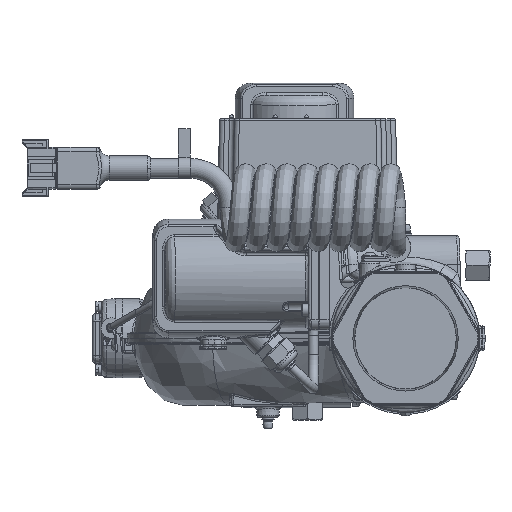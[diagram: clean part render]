
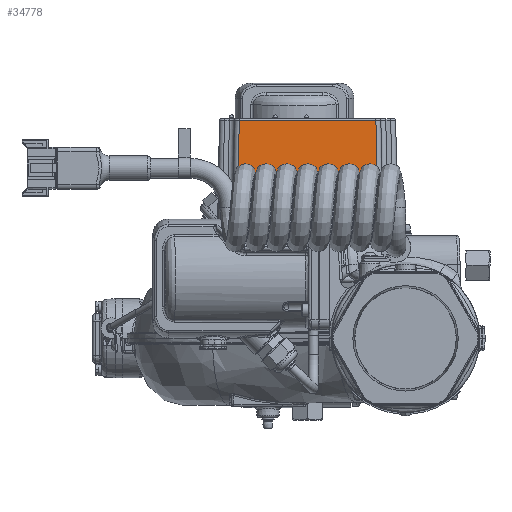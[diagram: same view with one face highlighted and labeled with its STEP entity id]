
A CAD part, front view. The second image highlights one B-rep face of the part: STEP entity #34778.
In plain terms, the highlighted planar face has unit normal (0, -1, 0.018).
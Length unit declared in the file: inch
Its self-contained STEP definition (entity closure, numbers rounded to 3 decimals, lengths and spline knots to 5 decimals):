
#876 = CARTESIAN_POINT ( 'NONE',  ( -4.34706, -0.27817, 3.62654 ) ) ;
#1951 = AXIS2_PLACEMENT_3D ( 'NONE', #131591, #111614, #120914 ) ;
#2168 = B_SPLINE_CURVE_WITH_KNOTS ( 'NONE', 2,
 ( #112985, #37831, #69341 ),
 .UNSPECIFIED., .F., .F.,
 ( 3, 3 ),
 ( 0., 1. ),
 .UNSPECIFIED. ) ;
#2192 = FACE_OUTER_BOUND ( 'NONE', #130550, .T. ) ;
#2495 = EDGE_CURVE ( 'NONE', #98491, #86169, #2168, .T. ) ;
#5239 = DIRECTION ( 'NONE',  ( -0.017, 0.017, 1. ) ) ;
#7117 = LINE ( 'NONE', #16426, #88483 ) ;
#13001 = CARTESIAN_POINT ( 'NONE',  ( -4.26474, -0.27751, 3.66413 ) ) ;
#14578 = LINE ( 'NONE', #113275, #112717 ) ;
#16426 = CARTESIAN_POINT ( 'NONE',  ( -0.7493, -0.24518, 5.51654 ) ) ;
#17653 = ORIENTED_EDGE ( 'NONE', *, *, #55016, .T. ) ;
#17726 = EDGE_CURVE ( 'NONE', #60572, #77164, #94061, .T. ) ;
#20010 = CARTESIAN_POINT ( 'NONE',  ( -0.63874, -0.27806, 3.63289 ) ) ;
#21410 = CARTESIAN_POINT ( 'NONE',  ( -0.59898, -0.27817, 3.62661 ) ) ;
#21731 = VERTEX_POINT ( 'NONE', #57894 ) ;
#23524 = CARTESIAN_POINT ( 'NONE',  ( -0.67269, -0.27787, 3.64346 ) ) ;
#23733 = CARTESIAN_POINT ( 'NONE',  ( -4.23977, -0.27716, 3.68408 ) ) ;
#24941 = CARTESIAN_POINT ( 'NONE',  ( -0.5937, -0.27817, 3.62654 ) ) ;
#25068 = DIRECTION ( 'NONE',  ( -1., 0., 0. ) ) ;
#28163 = CARTESIAN_POINT ( 'NONE',  ( -0.71684, -0.27764, 3.657 ) ) ;
#30009 = CARTESIAN_POINT ( 'NONE',  ( -0.5937, -0.27817, 3.62654 ) ) ;
#30913 = DIRECTION ( 'NONE',  ( -0.017, -0.017, -1. ) ) ;
#33876 = VECTOR ( 'NONE', #5239, 39.37008 ) ;
#34778 = ADVANCED_FACE ( 'NONE', ( #2192 ), #47192, .T. ) ;
#35774 = ORIENTED_EDGE ( 'NONE', *, *, #40923, .T. ) ;
#37831 = CARTESIAN_POINT ( 'NONE',  ( -4.2377, -0.27713, 3.68577 ) ) ;
#40697 = CARTESIAN_POINT ( 'NONE',  ( -4.23977, -0.27716, 3.68408 ) ) ;
#40923 = EDGE_CURVE ( 'NONE', #77164, #92212, #71804, .T. ) ;
#42256 = VERTEX_POINT ( 'NONE', #62103 ) ;
#42848 = ORIENTED_EDGE ( 'NONE', *, *, #106569, .T. ) ;
#44265 = CARTESIAN_POINT ( 'NONE',  ( -0.68623, -0.27779, 3.64798 ) ) ;
#44770 = CARTESIAN_POINT ( 'NONE',  ( -4.55253, -0.282, 3.407 ) ) ;
#46173 = LINE ( 'NONE', #44770, #53811 ) ;
#47092 = CARTESIAN_POINT ( 'NONE',  ( -0.6964, -0.27774, 3.65125 ) ) ;
#47192 = PLANE ( 'NONE',  #1951 ) ;
#47776 = LINE ( 'NONE', #135006, #117432 ) ;
#49266 = ORIENTED_EDGE ( 'NONE', *, *, #2495, .T. ) ;
#53811 = VECTOR ( 'NONE', #90544, 39.37008 ) ;
#54197 = CARTESIAN_POINT ( 'NONE',  ( -0.71684, -0.27764, 3.657 ) ) ;
#55016 = EDGE_CURVE ( 'NONE', #42256, #60572, #75908, .T. ) ;
#55149 = CARTESIAN_POINT ( 'NONE',  ( -4.5487, -0.27817, 3.62654 ) ) ;
#55179 = EDGE_CURVE ( 'NONE', #115796, #138250, #47776, .T. ) ;
#57122 = CARTESIAN_POINT ( 'NONE',  ( -0.71684, -0.27764, 3.657 ) ) ;
#57830 = CARTESIAN_POINT ( 'NONE',  ( -0.71342, -0.27765, 3.65615 ) ) ;
#57894 = CARTESIAN_POINT ( 'NONE',  ( -0.40047, -0.282, 3.407 ) ) ;
#58207 = DIRECTION ( 'NONE',  ( -1., 0., 0. ) ) ;
#58798 = ORIENTED_EDGE ( 'NONE', *, *, #90204, .T. ) ;
#59546 = VERTEX_POINT ( 'NONE', #129892 ) ;
#59744 = CARTESIAN_POINT ( 'NONE',  ( -4.55253, -0.282, 3.407 ) ) ;
#60572 = VERTEX_POINT ( 'NONE', #24941 ) ;
#62103 = CARTESIAN_POINT ( 'NONE',  ( -0.4043, -0.27817, 3.62654 ) ) ;
#65041 = CARTESIAN_POINT ( 'NONE',  ( -0.65575, -0.27797, 3.63782 ) ) ;
#67169 = CARTESIAN_POINT ( 'NONE',  ( -0.7066, -0.27768, 3.65432 ) ) ;
#67307 = CARTESIAN_POINT ( 'NONE',  ( -0.4043, -0.27817, 3.62654 ) ) ;
#67374 = CARTESIAN_POINT ( 'NONE',  ( -4.29204, -0.27783, 3.6457 ) ) ;
#68083 = CARTESIAN_POINT ( 'NONE',  ( -4.35928, -0.27817, 3.62654 ) ) ;
#68090 = CARTESIAN_POINT ( 'NONE',  ( -4.23562, -0.2771, 3.68746 ) ) ;
#69341 = CARTESIAN_POINT ( 'NONE',  ( -4.23977, -0.27716, 3.68408 ) ) ;
#71804 = LINE ( 'NONE', #28163, #118167 ) ;
#73280 = B_SPLINE_CURVE_WITH_KNOTS ( 'NONE', 3,
 ( #23733, #78818, #13001, #67374, #112414, #876, #68083 ),
 .UNSPECIFIED., .F., .F.,
 ( 4, 1, 1, 1, 4 ),
 ( 2., 2.65707, 3.33414, 4.04864, 4.81004 ),
 .UNSPECIFIED. ) ;
#74348 = CARTESIAN_POINT ( 'NONE',  ( -0.62502, -0.27811, 3.62978 ) ) ;
#75908 = LINE ( 'NONE', #67307, #122023 ) ;
#77158 = ORIENTED_EDGE ( 'NONE', *, *, #102647, .T. ) ;
#77164 = VERTEX_POINT ( 'NONE', #54197 ) ;
#77730 = CARTESIAN_POINT ( 'NONE',  ( -4.2037, -0.24518, 5.51654 ) ) ;
#78579 = DIRECTION ( 'NONE',  ( -0.017, -0.017, -1. ) ) ;
#78818 = CARTESIAN_POINT ( 'NONE',  ( -4.24796, -0.27728, 3.67744 ) ) ;
#81585 = ORIENTED_EDGE ( 'NONE', *, *, #118859, .T. ) ;
#86169 = VERTEX_POINT ( 'NONE', #40697 ) ;
#88483 = VECTOR ( 'NONE', #136549, 39.37008 ) ;
#90204 = EDGE_CURVE ( 'NONE', #21731, #42256, #123958, .T. ) ;
#90544 = DIRECTION ( 'NONE',  ( 1., 0., 0. ) ) ;
#92212 = VERTEX_POINT ( 'NONE', #104231 ) ;
#93215 = LINE ( 'NONE', #117479, #114540 ) ;
#94061 = B_SPLINE_CURVE_WITH_KNOTS ( 'NONE', 3,
 ( #30009, #117966, #21410, #128665, #140796, #74348, #20010, #65041, #23524, #44265, #47092, #67169, #57830, #57122 ),
 .UNSPECIFIED., .F., .F.,
 ( 4, 1, 1, 1, 1, 1, 1, 1, 1, 1, 1, 4 ),
 ( 0., 0.04167, 0.08333, 0.16667, 0.25, 0.33333, 0.5, 0.66667, 0.75, 0.83333, 0.91667, 1. ),
 .UNSPECIFIED. ) ;
#94928 = VERTEX_POINT ( 'NONE', #77730 ) ;
#98491 = VERTEX_POINT ( 'NONE', #68090 ) ;
#102647 = EDGE_CURVE ( 'NONE', #94928, #98491, #93215, .T. ) ;
#104231 = CARTESIAN_POINT ( 'NONE',  ( -0.7493, -0.24518, 5.51654 ) ) ;
#105982 = EDGE_CURVE ( 'NONE', #59546, #115796, #14578, .T. ) ;
#106569 = EDGE_CURVE ( 'NONE', #86169, #59546, #73280, .T. ) ;
#108448 = ORIENTED_EDGE ( 'NONE', *, *, #17726, .T. ) ;
#109905 = ORIENTED_EDGE ( 'NONE', *, *, #127419, .T. ) ;
#111614 = DIRECTION ( 'NONE',  ( 0., -1., 0.017 ) ) ;
#112414 = CARTESIAN_POINT ( 'NONE',  ( -4.32347, -0.27809, 3.63096 ) ) ;
#112717 = VECTOR ( 'NONE', #58207, 39.37008 ) ;
#112985 = CARTESIAN_POINT ( 'NONE',  ( -4.23562, -0.2771, 3.68746 ) ) ;
#113275 = CARTESIAN_POINT ( 'NONE',  ( -4.3593, -0.27817, 3.62654 ) ) ;
#114540 = VECTOR ( 'NONE', #30913, 39.37008 ) ;
#114663 = CARTESIAN_POINT ( 'NONE',  ( -0.40047, -0.282, 3.407 ) ) ;
#115796 = VERTEX_POINT ( 'NONE', #55149 ) ;
#117432 = VECTOR ( 'NONE', #78579, 39.37008 ) ;
#117479 = CARTESIAN_POINT ( 'NONE',  ( -4.2037, -0.24518, 5.51654 ) ) ;
#117966 = CARTESIAN_POINT ( 'NONE',  ( -0.59546, -0.27817, 3.62654 ) ) ;
#118167 = VECTOR ( 'NONE', #126820, 39.37008 ) ;
#118859 = EDGE_CURVE ( 'NONE', #92212, #94928, #7117, .T. ) ;
#120914 = DIRECTION ( 'NONE',  ( 1., 0., 0. ) ) ;
#122023 = VECTOR ( 'NONE', #25068, 39.37008 ) ;
#123958 = LINE ( 'NONE', #114663, #33876 ) ;
#126820 = DIRECTION ( 'NONE',  ( -0.017, 0.017, 1. ) ) ;
#127419 = EDGE_CURVE ( 'NONE', #138250, #21731, #46173, .T. ) ;
#128665 = CARTESIAN_POINT ( 'NONE',  ( -0.60598, -0.27816, 3.62702 ) ) ;
#129892 = CARTESIAN_POINT ( 'NONE',  ( -4.35928, -0.27817, 3.62654 ) ) ;
#130550 = EDGE_LOOP ( 'NONE', ( #108448, #35774, #81585, #77158, #49266, #42848, #130880, #139393, #109905, #58798, #17653 ) ) ;
#130880 = ORIENTED_EDGE ( 'NONE', *, *, #105982, .T. ) ;
#131591 = CARTESIAN_POINT ( 'NONE',  ( -4.7457, -0.282, 3.407 ) ) ;
#135006 = CARTESIAN_POINT ( 'NONE',  ( -4.5487, -0.27817, 3.62654 ) ) ;
#136549 = DIRECTION ( 'NONE',  ( -1., 0., 0. ) ) ;
#138250 = VERTEX_POINT ( 'NONE', #59744 ) ;
#139393 = ORIENTED_EDGE ( 'NONE', *, *, #55179, .T. ) ;
#140796 = CARTESIAN_POINT ( 'NONE',  ( -0.61467, -0.27814, 3.62799 ) ) ;
